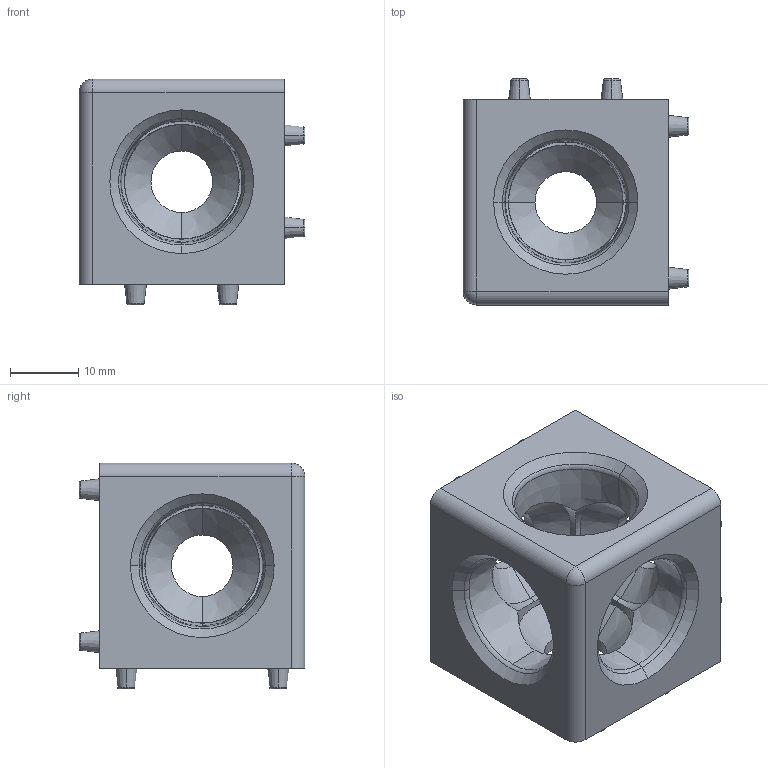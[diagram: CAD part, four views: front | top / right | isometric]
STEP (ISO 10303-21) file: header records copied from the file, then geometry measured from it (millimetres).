
FILE_DESCRIPTION(/* description */ ('GIUNZIONE PROFILI 1 1'),/* implementation_level */ '2;1');
FILE_NAME(/* name */ 'CGIPR0000138.stp',/* time_stamp */ '2018-11-12T10:24:47+01:00',/* author */ ('fzagni'),/* organization */ ('TraceParts S.A.'),/* preprocessor_version */ 'ST-DEVELOPER v16.1',/* originating_system */ 'Autodesk Inventor 2016',/* authorisation */ '');
FILE_SCHEMA (('AUTOMOTIVE_DESIGN { 1 0 10303 214 3 1 1 }'));
Length unit declared in the file: millimetre
Products named in the file (1): CGIPR0000138
Bounding box: 33 x 33 x 33 mm (x, y, z)
Volume: 13929.2 mm3; surface area: 6881.8 mm2
Topology: 1 solids, 1 shells, 116 faces, 266 edges, 159 vertices
Faces by surface type: cone 48, torus 30, plane 28, cylinder 9, sphere 1
Entity records: 3610 total; most frequent: CARTESIAN_POINT 876, DIRECTION 625, ORIENTED_EDGE 530, EDGE_CURVE 265, AXIS2_PLACEMENT_3D 263, VERTEX_POINT 159, CIRCLE 146, EDGE_LOOP 134
